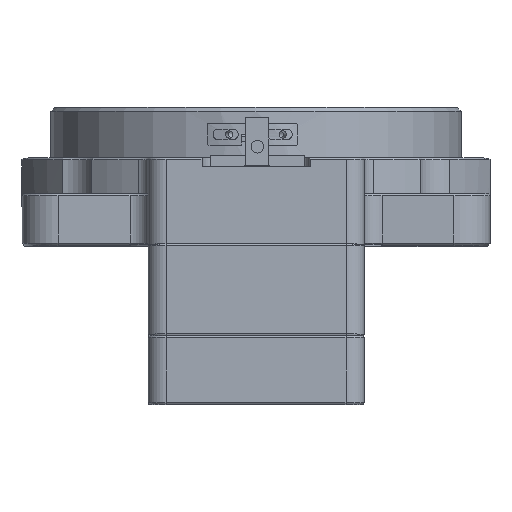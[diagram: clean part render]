
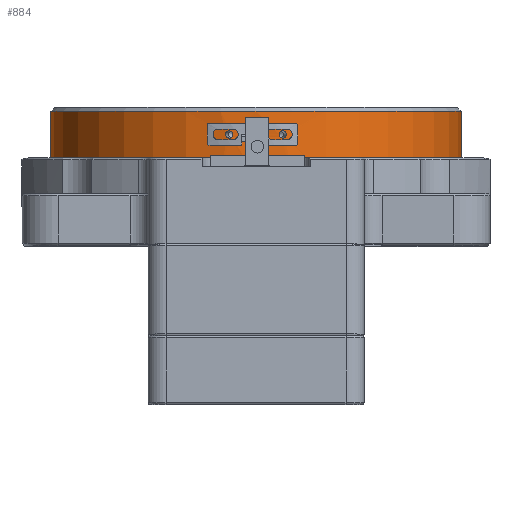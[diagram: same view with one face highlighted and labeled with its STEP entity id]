
A CAD part, top view. The second image highlights one B-rep face of the part: STEP entity #884.
In plain terms, the highlighted cylindrical face has radius 57 mm (diameter 114 mm), a full revolution.
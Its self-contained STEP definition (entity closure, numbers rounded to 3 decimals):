
#884 = ADVANCED_FACE ( 'NONE', ( #2137, #2056, #2052, #2016 ), #2012, .T. ) ;
#1049 = AXIS2_PLACEMENT_3D ( 'NONE', #1975, #1964, #1930 ) ;
#1930 = DIRECTION ( 'NONE',  ( -1., 0., 0. ) ) ;
#1964 = DIRECTION ( 'NONE',  ( 0., 1., 0. ) ) ;
#1975 = CARTESIAN_POINT ( 'NONE',  ( 0., 17.5, 0. ) ) ;
#2012 = CYLINDRICAL_SURFACE ( 'NONE', #1049, 57. ) ;
#2016 = FACE_BOUND ( 'NONE', #5073, .T. ) ;
#2052 = FACE_BOUND ( 'NONE', #6980, .T. ) ;
#2056 = FACE_OUTER_BOUND ( 'NONE', #23388, .T. ) ;
#2137 = FACE_OUTER_BOUND ( 'NONE', #20770, .T. ) ;
#4770 = CARTESIAN_POINT ( 'NONE',  ( 8.455, 30.5, 56.369 ) ) ;
#4790 = CARTESIAN_POINT ( 'NONE',  ( 8.455, 30.229, 56.369 ) ) ;
#4794 = CARTESIAN_POINT ( 'NONE',  ( 8.345, 29.964, 56.386 ) ) ;
#4801 = CARTESIAN_POINT ( 'NONE',  ( 8.064, 29.68, 56.427 ) ) ;
#4827 = CARTESIAN_POINT ( 'NONE',  ( 7.951, 29.604, 56.443 ) ) ;
#4885 = CARTESIAN_POINT ( 'NONE',  ( 7.705, 29.501, 56.477 ) ) ;
#4903 = CARTESIAN_POINT ( 'NONE',  ( 7.573, 29.475, 56.495 ) ) ;
#4914 = CARTESIAN_POINT ( 'NONE',  ( 7.305, 29.475, 56.53 ) ) ;
#4939 = CARTESIAN_POINT ( 'NONE',  ( 7.173, 29.502, 56.547 ) ) ;
#4946 = CARTESIAN_POINT ( 'NONE',  ( 6.927, 29.605, 56.578 ) ) ;
#5029 = CARTESIAN_POINT ( 'NONE',  ( 6.814, 29.681, 56.591 ) ) ;
#5049 = CARTESIAN_POINT ( 'NONE',  ( 6.626, 29.871, 56.614 ) ) ;
#5058 = CARTESIAN_POINT ( 'NONE',  ( 6.551, 29.985, 56.622 ) ) ;
#5073 = EDGE_LOOP ( 'NONE', ( #18872 ) ) ;
#5083 = CARTESIAN_POINT ( 'NONE',  ( 6.449, 30.232, 56.634 ) ) ;
#5095 = CARTESIAN_POINT ( 'NONE',  ( 6.423, 30.367, 56.637 ) ) ;
#5125 = CARTESIAN_POINT ( 'NONE',  ( 6.423, 30.634, 56.637 ) ) ;
#5160 = CARTESIAN_POINT ( 'NONE',  ( 6.449, 30.768, 56.634 ) ) ;
#5177 = CARTESIAN_POINT ( 'NONE',  ( 6.551, 31.017, 56.622 ) ) ;
#5193 = CARTESIAN_POINT ( 'NONE',  ( 6.626, 31.13, 56.614 ) ) ;
#5202 = CARTESIAN_POINT ( 'NONE',  ( 6.816, 31.321, 56.591 ) ) ;
#5222 = CARTESIAN_POINT ( 'NONE',  ( 6.928, 31.396, 56.577 ) ) ;
#5229 = CARTESIAN_POINT ( 'NONE',  ( 7.175, 31.499, 56.547 ) ) ;
#5236 = CARTESIAN_POINT ( 'NONE',  ( 7.308, 31.525, 56.53 ) ) ;
#5260 = CARTESIAN_POINT ( 'NONE',  ( 7.573, 31.525, 56.495 ) ) ;
#5298 = CARTESIAN_POINT ( 'NONE',  ( 7.707, 31.498, 56.477 ) ) ;
#5332 = CARTESIAN_POINT ( 'NONE',  ( 7.951, 31.396, 56.443 ) ) ;
#5355 = CARTESIAN_POINT ( 'NONE',  ( 8.064, 31.319, 56.427 ) ) ;
#5362 = CARTESIAN_POINT ( 'NONE',  ( 8.252, 31.13, 56.4 ) ) ;
#5369 = CARTESIAN_POINT ( 'NONE',  ( 8.327, 31.017, 56.389 ) ) ;
#5398 = CARTESIAN_POINT ( 'NONE',  ( 8.429, 30.768, 56.373 ) ) ;
#5420 = CARTESIAN_POINT ( 'NONE',  ( 8.455, 30.635, 56.369 ) ) ;
#5439 = CARTESIAN_POINT ( 'NONE',  ( 8.455, 30.5, 56.369 ) ) ;
#5468 = CIRCLE ( 'NONE', #22836, 57. ) ;
#5520 = EDGE_CURVE ( 'NONE', #18736, #18736, #11688, .T. ) ;
#6980 = EDGE_LOOP ( 'NONE', ( #18836 ) ) ;
#11187 = CARTESIAN_POINT ( 'NONE',  ( -57., 37., 0. ) ) ;
#11190 = VERTEX_POINT ( 'NONE', #11187 ) ;
#11207 = CARTESIAN_POINT ( 'NONE',  ( -6.423, 30.5, 56.637 ) ) ;
#11222 = CARTESIAN_POINT ( 'NONE',  ( -6.423, 30.229, 56.637 ) ) ;
#11289 = CARTESIAN_POINT ( 'NONE',  ( -6.533, 29.964, 56.625 ) ) ;
#11295 = CARTESIAN_POINT ( 'NONE',  ( -6.815, 29.68, 56.591 ) ) ;
#11331 = CARTESIAN_POINT ( 'NONE',  ( -6.928, 29.604, 56.578 ) ) ;
#11375 = CARTESIAN_POINT ( 'NONE',  ( -7.175, 29.501, 56.547 ) ) ;
#11379 = CARTESIAN_POINT ( 'NONE',  ( -7.307, 29.475, 56.53 ) ) ;
#11403 = CARTESIAN_POINT ( 'NONE',  ( -7.575, 29.475, 56.495 ) ) ;
#11424 = CARTESIAN_POINT ( 'NONE',  ( -7.707, 29.502, 56.477 ) ) ;
#11453 = CARTESIAN_POINT ( 'NONE',  ( -7.953, 29.605, 56.443 ) ) ;
#11457 = CARTESIAN_POINT ( 'NONE',  ( -8.065, 29.681, 56.427 ) ) ;
#11460 = CARTESIAN_POINT ( 'NONE',  ( -8.252, 29.871, 56.4 ) ) ;
#11494 = CARTESIAN_POINT ( 'NONE',  ( -8.328, 29.985, 56.388 ) ) ;
#11524 = CARTESIAN_POINT ( 'NONE',  ( -8.429, 30.232, 56.373 ) ) ;
#11603 = CARTESIAN_POINT ( 'NONE',  ( -8.455, 30.367, 56.369 ) ) ;
#11605 = CARTESIAN_POINT ( 'NONE',  ( -8.455, 30.634, 56.369 ) ) ;
#11639 = CARTESIAN_POINT ( 'NONE',  ( -8.429, 30.768, 56.373 ) ) ;
#11677 = CARTESIAN_POINT ( 'NONE',  ( -8.327, 31.017, 56.389 ) ) ;
#11688 = B_SPLINE_CURVE_WITH_KNOTS ( 'NONE', 3,
 ( #11986, #11963, #11929, #11923, #11918, #11885, #11867, #11836, #11831, #11797, #11766, #11763, #11759, #11710, #11677, #11639, #11605, #11603, #11524, #11494, #11460, #11457, #11453, #11424, #11403, #11379, #11375, #11331, #11295, #11289, #11222, #11207 ),
 .UNSPECIFIED., .T., .F.,
 ( 4, 2, 2, 2, 2, 2, 2, 2, 2, 2, 2, 2, 2, 2, 2, 4 ),
 ( 0., 0., 0.001, 0.001, 0.002, 0.002, 0.002, 0.003, 0.003, 0.004, 0.004, 0.004, 0.005, 0.005, 0.006, 0.006 ),
 .UNSPECIFIED. ) ;
#11710 = CARTESIAN_POINT ( 'NONE',  ( -8.252, 31.13, 56.4 ) ) ;
#11759 = CARTESIAN_POINT ( 'NONE',  ( -8.063, 31.321, 56.427 ) ) ;
#11763 = CARTESIAN_POINT ( 'NONE',  ( -7.951, 31.396, 56.443 ) ) ;
#11766 = CARTESIAN_POINT ( 'NONE',  ( -7.705, 31.499, 56.477 ) ) ;
#11797 = CARTESIAN_POINT ( 'NONE',  ( -7.572, 31.525, 56.495 ) ) ;
#11831 = CARTESIAN_POINT ( 'NONE',  ( -7.307, 31.525, 56.53 ) ) ;
#11836 = CARTESIAN_POINT ( 'NONE',  ( -7.173, 31.498, 56.547 ) ) ;
#11867 = CARTESIAN_POINT ( 'NONE',  ( -6.928, 31.396, 56.578 ) ) ;
#11885 = CARTESIAN_POINT ( 'NONE',  ( -6.815, 31.319, 56.591 ) ) ;
#11918 = CARTESIAN_POINT ( 'NONE',  ( -6.627, 31.13, 56.614 ) ) ;
#11923 = CARTESIAN_POINT ( 'NONE',  ( -6.551, 31.017, 56.622 ) ) ;
#11929 = CARTESIAN_POINT ( 'NONE',  ( -6.449, 30.768, 56.634 ) ) ;
#11963 = CARTESIAN_POINT ( 'NONE',  ( -6.423, 30.635, 56.637 ) ) ;
#11986 = CARTESIAN_POINT ( 'NONE',  ( -6.423, 30.5, 56.637 ) ) ;
#12933 = EDGE_CURVE ( 'NONE', #15971, #15971, #27418, .T. ) ;
#13895 = AXIS2_PLACEMENT_3D ( 'NONE', #16180, #16171, #16165 ) ;
#13962 = EDGE_CURVE ( 'NONE', #15630, #15630, #26909, .T. ) ;
#15628 = CARTESIAN_POINT ( 'NONE',  ( 8.455, 30.5, 56.369 ) ) ;
#15630 = VERTEX_POINT ( 'NONE', #15628 ) ;
#15969 = CARTESIAN_POINT ( 'NONE',  ( -57., 18.5, 0. ) ) ;
#15971 = VERTEX_POINT ( 'NONE', #15969 ) ;
#16165 = DIRECTION ( 'NONE',  ( -1., 0., 0. ) ) ;
#16171 = DIRECTION ( 'NONE',  ( 0., 1., 0. ) ) ;
#16180 = CARTESIAN_POINT ( 'NONE',  ( 0., 18.5, 0. ) ) ;
#18732 = CARTESIAN_POINT ( 'NONE',  ( -6.423, 30.5, 56.637 ) ) ;
#18736 = VERTEX_POINT ( 'NONE', #18732 ) ;
#18747 = ORIENTED_EDGE ( 'NONE', *, *, #12933, .T. ) ;
#18759 = ORIENTED_EDGE ( 'NONE', *, *, #26346, .T. ) ;
#18836 = ORIENTED_EDGE ( 'NONE', *, *, #5520, .F. ) ;
#18872 = ORIENTED_EDGE ( 'NONE', *, *, #13962, .F. ) ;
#20770 = EDGE_LOOP ( 'NONE', ( #18747 ) ) ;
#22836 = AXIS2_PLACEMENT_3D ( 'NONE', #30139, #30120, #30103 ) ;
#23388 = EDGE_LOOP ( 'NONE', ( #18759 ) ) ;
#26346 = EDGE_CURVE ( 'NONE', #11190, #11190, #5468, .T. ) ;
#26909 = B_SPLINE_CURVE_WITH_KNOTS ( 'NONE', 3,
 ( #5439, #5420, #5398, #5369, #5362, #5355, #5332, #5298, #5260, #5236, #5229, #5222, #5202, #5193, #5177, #5160, #5125, #5095, #5083, #5058, #5049, #5029, #4946, #4939, #4914, #4903, #4885, #4827, #4801, #4794, #4790, #4770 ),
 .UNSPECIFIED., .T., .F.,
 ( 4, 2, 2, 2, 2, 2, 2, 2, 2, 2, 2, 2, 2, 2, 2, 4 ),
 ( 0., 0., 0.001, 0.001, 0.002, 0.002, 0.002, 0.003, 0.003, 0.004, 0.004, 0.004, 0.005, 0.005, 0.006, 0.006 ),
 .UNSPECIFIED. ) ;
#27418 = CIRCLE ( 'NONE', #13895, 57. ) ;
#30103 = DIRECTION ( 'NONE',  ( -1., 0., 0. ) ) ;
#30120 = DIRECTION ( 'NONE',  ( 0., -1., 0. ) ) ;
#30139 = CARTESIAN_POINT ( 'NONE',  ( 0., 37., 0. ) ) ;
